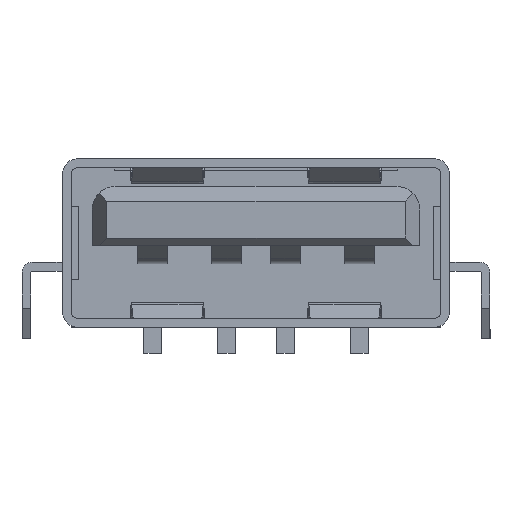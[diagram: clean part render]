
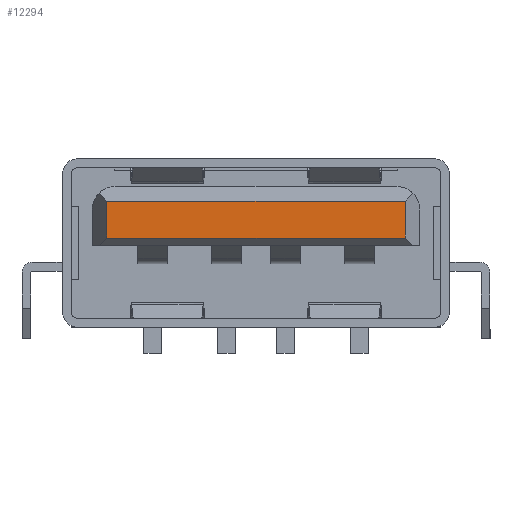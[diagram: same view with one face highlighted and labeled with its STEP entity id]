
A CAD part, front view. The second image highlights one B-rep face of the part: STEP entity #12294.
In plain terms, the highlighted planar face has unit normal (0, -1, 0).
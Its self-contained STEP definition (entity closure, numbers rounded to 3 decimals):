
#1156 = CARTESIAN_POINT ( 'NONE',  ( 5.05, -6.053, -0.297 ) ) ;
#2694 = CARTESIAN_POINT ( 'NONE',  ( 5.05, -6.053, -0.465 ) ) ;
#2708 = EDGE_CURVE ( 'NONE', #13203, #17856, #12872, .T. ) ;
#3033 = DIRECTION ( 'NONE',  ( 1., 0., 0. ) ) ;
#3457 = CARTESIAN_POINT ( 'NONE',  ( -5.05, -6.053, 0.953 ) ) ;
#3611 = VERTEX_POINT ( 'NONE', #11858 ) ;
#4187 = DIRECTION ( 'NONE',  ( 0., 0., -1. ) ) ;
#4364 = ORIENTED_EDGE ( 'NONE', *, *, #6798, .F. ) ;
#4504 = CARTESIAN_POINT ( 'NONE',  ( 0., -6.053, 0.953 ) ) ;
#5019 = DIRECTION ( 'NONE',  ( 0., 0., 1. ) ) ;
#5816 = CARTESIAN_POINT ( 'NONE',  ( 0., -6.053, -0.465 ) ) ;
#6077 = ORIENTED_EDGE ( 'NONE', *, *, #10085, .F. ) ;
#6081 = DIRECTION ( 'NONE',  ( -1., 0., 0. ) ) ;
#6798 = EDGE_CURVE ( 'NONE', #17856, #12209, #16901, .T. ) ;
#7329 = DIRECTION ( 'NONE',  ( 1., 0., 0. ) ) ;
#7791 = LINE ( 'NONE', #12476, #8728 ) ;
#8728 = VECTOR ( 'NONE', #5019, 1000. ) ;
#9028 = VECTOR ( 'NONE', #6081, 1000. ) ;
#10085 = EDGE_CURVE ( 'NONE', #3611, #13203, #7791, .T. ) ;
#10995 = CARTESIAN_POINT ( 'NONE',  ( 5.05, -6.053, 0.953 ) ) ;
#11097 = EDGE_LOOP ( 'NONE', ( #4364, #13738, #6077, #16661 ) ) ;
#11858 = CARTESIAN_POINT ( 'NONE',  ( -5.05, -6.053, -0.297 ) ) ;
#11974 = EDGE_CURVE ( 'NONE', #12209, #3611, #16469, .T. ) ;
#12209 = VERTEX_POINT ( 'NONE', #1156 ) ;
#12294 = ADVANCED_FACE ( 'NONE', ( #12709 ), #19210, .T. ) ;
#12418 = VECTOR ( 'NONE', #3033, 1000. ) ;
#12476 = CARTESIAN_POINT ( 'NONE',  ( -5.05, -6.053, -0.465 ) ) ;
#12709 = FACE_OUTER_BOUND ( 'NONE', #11097, .T. ) ;
#12872 = LINE ( 'NONE', #4504, #12418 ) ;
#12922 = VECTOR ( 'NONE', #4187, 1000. ) ;
#13203 = VERTEX_POINT ( 'NONE', #3457 ) ;
#13738 = ORIENTED_EDGE ( 'NONE', *, *, #2708, .F. ) ;
#14726 = AXIS2_PLACEMENT_3D ( 'NONE', #5816, #16267, #7329 ) ;
#15056 = CARTESIAN_POINT ( 'NONE',  ( 0., -6.053, -0.297 ) ) ;
#16267 = DIRECTION ( 'NONE',  ( 0., -1., 0. ) ) ;
#16469 = LINE ( 'NONE', #15056, #9028 ) ;
#16661 = ORIENTED_EDGE ( 'NONE', *, *, #11974, .F. ) ;
#16901 = LINE ( 'NONE', #2694, #12922 ) ;
#17856 = VERTEX_POINT ( 'NONE', #10995 ) ;
#19210 = PLANE ( 'NONE',  #14726 ) ;
